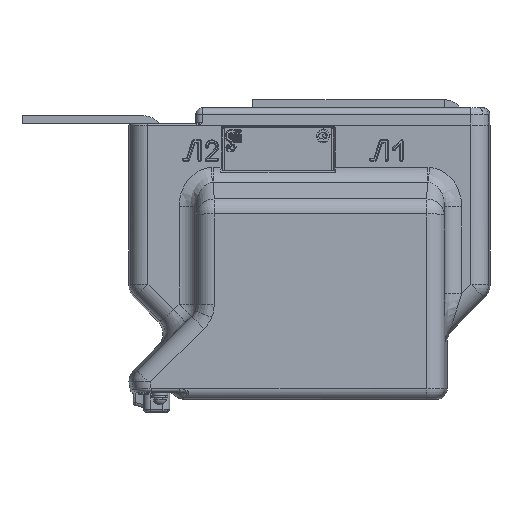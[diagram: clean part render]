
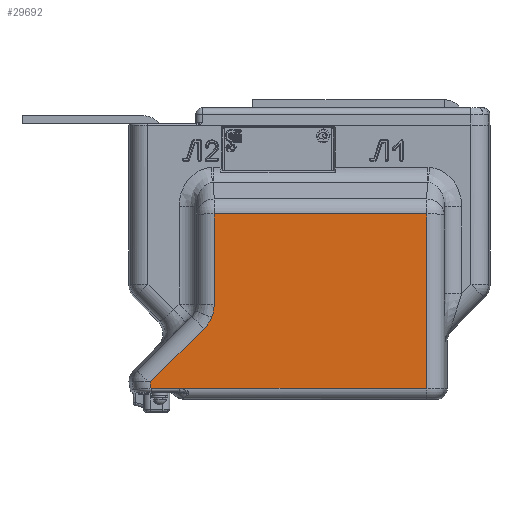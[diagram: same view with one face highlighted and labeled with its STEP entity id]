
A CAD part, top view. The second image highlights one B-rep face of the part: STEP entity #29692.
In plain terms, the highlighted planar face has unit normal (0, 0, 1).
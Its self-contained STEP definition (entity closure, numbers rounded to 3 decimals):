
#2116 = EDGE_CURVE ( 'NONE', #24211, #24202, #12874, .T. ) ;
#3983 = EDGE_LOOP ( 'NONE', ( #9218, #9491, #9182, #8869, #8946, #8944, #8945, #9850, #9303, #9861, #8749 ) ) ;
#8749 = ORIENTED_EDGE ( 'NONE', *, *, #22331, .T. ) ;
#8869 = ORIENTED_EDGE ( 'NONE', *, *, #12442, .T. ) ;
#8944 = ORIENTED_EDGE ( 'NONE', *, *, #21992, .T. ) ;
#8945 = ORIENTED_EDGE ( 'NONE', *, *, #22319, .T. ) ;
#8946 = ORIENTED_EDGE ( 'NONE', *, *, #12470, .T. ) ;
#9182 = ORIENTED_EDGE ( 'NONE', *, *, #22023, .T. ) ;
#9218 = ORIENTED_EDGE ( 'NONE', *, *, #12475, .F. ) ;
#9303 = ORIENTED_EDGE ( 'NONE', *, *, #12444, .F. ) ;
#9491 = ORIENTED_EDGE ( 'NONE', *, *, #22053, .T. ) ;
#9850 = ORIENTED_EDGE ( 'NONE', *, *, #22386, .T. ) ;
#9861 = ORIENTED_EDGE ( 'NONE', *, *, #2116, .F. ) ;
#10570 = FACE_OUTER_BOUND ( 'NONE', #3983, .T. ) ;
#12354 = CARTESIAN_POINT ( 'NONE',  ( -71.909, 64.297, 82.5 ) ) ;
#12355 = CARTESIAN_POINT ( 'NONE',  ( -71.241, 67.655, 82.5 ) ) ;
#12356 = CARTESIAN_POINT ( 'NONE',  ( -71.241, 71.078, 82.5 ) ) ;
#12359 = DIRECTION ( 'NONE',  ( 1., 0., 0. ) ) ;
#12361 = CARTESIAN_POINT ( 'NONE',  ( -73.219, 61.134, 82.5 ) ) ;
#12363 = CARTESIAN_POINT ( 'NONE',  ( -111.928, 8., 82.5 ) ) ;
#12442 = EDGE_CURVE ( 'NONE', #24012, #24234, #29444, .T. ) ;
#12444 = EDGE_CURVE ( 'NONE', #24202, #24017, #12671, .T. ) ;
#12470 = EDGE_CURVE ( 'NONE', #24234, #23758, #29489, .T. ) ;
#12475 = EDGE_CURVE ( 'NONE', #24235, #24253, #29168, .T. ) ;
#12671 =( BOUNDED_CURVE ( )  B_SPLINE_CURVE ( 3, ( #12361, #12354, #12355, #12356 ),
 .UNSPECIFIED., .F., .F. ) 
 B_SPLINE_CURVE_WITH_KNOTS ( ( 4, 4 ),
 ( 0., 0.392 ),
 .UNSPECIFIED. ) 
 CURVE ( )  GEOMETRIC_REPRESENTATION_ITEM ( )  RATIONAL_B_SPLINE_CURVE ( ( 1., 0.987, 0.987, 1. ) ) 
 REPRESENTATION_ITEM ( '' )  );
#12874 =( BOUNDED_CURVE ( )  B_SPLINE_CURVE ( 3, ( #16602, #16636, #16638, #16639 ),
 .UNSPECIFIED., .F., .T. ) 
 B_SPLINE_CURVE_WITH_KNOTS ( ( 4, 4 ),
 ( 5.891, 6.283 ),
 .UNSPECIFIED. ) 
 CURVE ( )  GEOMETRIC_REPRESENTATION_ITEM ( )  RATIONAL_B_SPLINE_CURVE ( ( 1., 0.987, 0.987, 1. ) ) 
 REPRESENTATION_ITEM ( '' )  );
#16602 = CARTESIAN_POINT ( 'NONE',  ( -78.852, 52.705, 82.5 ) ) ;
#16636 = CARTESIAN_POINT ( 'NONE',  ( -76.431, 55.125, 82.5 ) ) ;
#16638 = CARTESIAN_POINT ( 'NONE',  ( -74.529, 57.972, 82.5 ) ) ;
#16639 = CARTESIAN_POINT ( 'NONE',  ( -73.219, 61.134, 82.5 ) ) ;
#16768 = DIRECTION ( 'NONE',  ( -0.707, -0.707, 0. ) ) ;
#16769 = CARTESIAN_POINT ( 'NONE',  ( -123.242, 8.314, 82.5 ) ) ;
#16875 = DIRECTION ( 'NONE',  ( 0.174, -0.985, 0. ) ) ;
#16876 = CARTESIAN_POINT ( 'NONE',  ( -118.867, 10.182, 82.5 ) ) ;
#16882 = CARTESIAN_POINT ( 'NONE',  ( -85., 13., 82.5 ) ) ;
#16883 = DIRECTION ( 'NONE',  ( 1., 0., 0. ) ) ;
#16889 = DIRECTION ( 'NONE',  ( 1., 0., 0. ) ) ;
#16912 = DIRECTION ( 'NONE',  ( 0., 1., 0. ) ) ;
#16916 = CARTESIAN_POINT ( 'NONE',  ( 87.565, 13., 82.5 ) ) ;
#17228 = DIRECTION ( 'NONE',  ( 1., 0., 0. ) ) ;
#17229 = CARTESIAN_POINT ( 'NONE',  ( 103., 8., 82.5 ) ) ;
#17328 = CARTESIAN_POINT ( 'NONE',  ( -111.928, 8., 82.5 ) ) ;
#17469 = DIRECTION ( 'NONE',  ( -1., 0., 0. ) ) ;
#17471 = CARTESIAN_POINT ( 'NONE',  ( -83.795, 138.494, 82.5 ) ) ;
#21992 = EDGE_CURVE ( 'NONE', #23758, #24009, #28692, .T. ) ;
#22023 = EDGE_CURVE ( 'NONE', #24004, #24012, #28713, .T. ) ;
#22053 = EDGE_CURVE ( 'NONE', #24235, #24004, #28717, .T. ) ;
#22319 = EDGE_CURVE ( 'NONE', #24009, #24008, #28473, .T. ) ;
#22331 = EDGE_CURVE ( 'NONE', #24211, #24253, #28542, .T. ) ;
#22386 = EDGE_CURVE ( 'NONE', #24008, #24017, #28939, .T. ) ;
#22765 = CARTESIAN_POINT ( 'NONE',  ( -71.241, 65.515, 82.5 ) ) ;
#22854 = CARTESIAN_POINT ( 'NONE',  ( 87.565, 8., 82.5 ) ) ;
#22942 = DIRECTION ( 'NONE',  ( 0., -1., 0. ) ) ;
#23206 = CARTESIAN_POINT ( 'NONE',  ( -92.62, 8., 82.5 ) ) ;
#23209 = CARTESIAN_POINT ( 'NONE',  ( -119.364, 13., 82.5 ) ) ;
#23231 = CARTESIAN_POINT ( 'NONE',  ( -118.557, 13., 82.5 ) ) ;
#23376 = CARTESIAN_POINT ( 'NONE',  ( -73.219, 61.134, 82.5 ) ) ;
#23386 = CARTESIAN_POINT ( 'NONE',  ( -78.852, 52.705, 82.5 ) ) ;
#23555 = CARTESIAN_POINT ( 'NONE',  ( -71.241, 71.078, 82.5 ) ) ;
#23559 = CARTESIAN_POINT ( 'NONE',  ( -97.472, 8., 82.5 ) ) ;
#23586 = CARTESIAN_POINT ( 'NONE',  ( -118.482, 8., 82.5 ) ) ;
#23588 = CARTESIAN_POINT ( 'NONE',  ( 87.565, 138.494, 82.5 ) ) ;
#23589 = CARTESIAN_POINT ( 'NONE',  ( -71.241, 138.494, 82.5 ) ) ;
#23758 = VERTEX_POINT ( 'NONE', #22854 ) ;
#24004 = VERTEX_POINT ( 'NONE', #23586 ) ;
#24008 = VERTEX_POINT ( 'NONE', #23589 ) ;
#24009 = VERTEX_POINT ( 'NONE', #23588 ) ;
#24012 = VERTEX_POINT ( 'NONE', #23559 ) ;
#24017 = VERTEX_POINT ( 'NONE', #23555 ) ;
#24202 = VERTEX_POINT ( 'NONE', #23376 ) ;
#24211 = VERTEX_POINT ( 'NONE', #23386 ) ;
#24234 = VERTEX_POINT ( 'NONE', #23206 ) ;
#24235 = VERTEX_POINT ( 'NONE', #23209 ) ;
#24253 = VERTEX_POINT ( 'NONE', #23231 ) ;
#25075 = DIRECTION ( 'NONE',  ( 1., 0., 0. ) ) ;
#25076 = DIRECTION ( 'NONE',  ( 0., 0., 1. ) ) ;
#25079 = PLANE ( 'NONE',  #32130 ) ;
#25082 = CARTESIAN_POINT ( 'NONE',  ( -85., 0., 82.5 ) ) ;
#28473 = LINE ( 'NONE', #17471, #28515 ) ;
#28515 = VECTOR ( 'NONE', #17469, 1000. ) ;
#28542 = LINE ( 'NONE', #16769, #28543 ) ;
#28543 = VECTOR ( 'NONE', #16768, 1000. ) ;
#28570 = VECTOR ( 'NONE', #16912, 1000. ) ;
#28691 = VECTOR ( 'NONE', #16875, 1000. ) ;
#28692 = LINE ( 'NONE', #16916, #28570 ) ;
#28713 = LINE ( 'NONE', #17328, #28721 ) ;
#28717 = LINE ( 'NONE', #16876, #28691 ) ;
#28721 = VECTOR ( 'NONE', #16889, 1000. ) ;
#28744 = VECTOR ( 'NONE', #22942, 1000. ) ;
#28939 = LINE ( 'NONE', #22765, #28744 ) ;
#29154 = VECTOR ( 'NONE', #17228, 1000. ) ;
#29168 = LINE ( 'NONE', #16882, #29490 ) ;
#29433 = VECTOR ( 'NONE', #12359, 1000. ) ;
#29444 = LINE ( 'NONE', #12363, #29433 ) ;
#29489 = LINE ( 'NONE', #17229, #29154 ) ;
#29490 = VECTOR ( 'NONE', #16883, 1000. ) ;
#29692 = ADVANCED_FACE ( 'NONE', ( #10570 ), #25079, .T. ) ;
#32130 = AXIS2_PLACEMENT_3D ( 'NONE', #25082, #25076, #25075 ) ;
